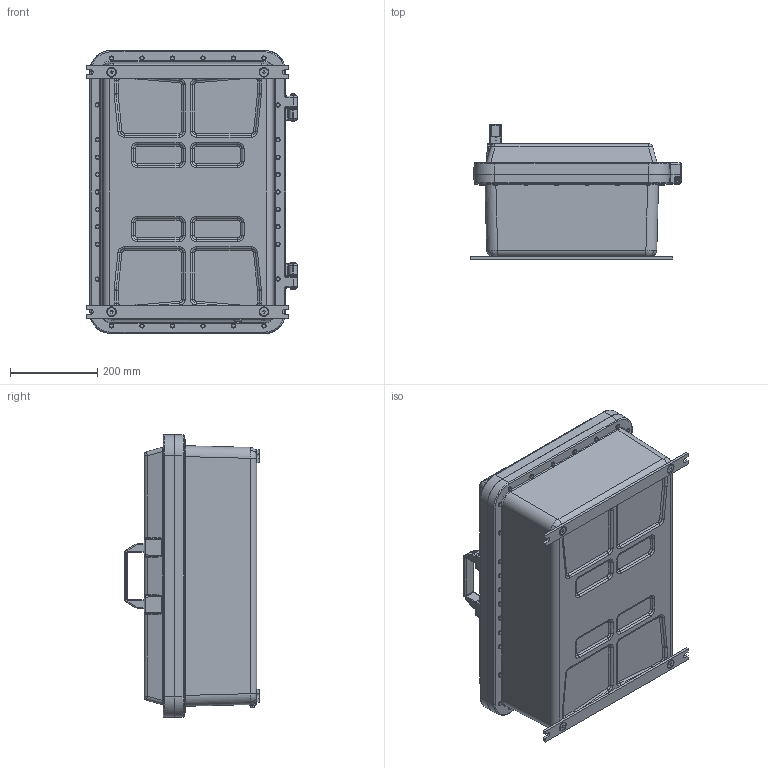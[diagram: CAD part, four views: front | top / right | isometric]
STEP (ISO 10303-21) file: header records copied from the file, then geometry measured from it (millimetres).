
FILE_DESCRIPTION((''),'2;1');
FILE_NAME('ЩОРВ654526-O2435.1.stp','2019-05-17T13:23:21',('L.A.Ronzhin'),(''),'Autodesk Inventor 2012','Autodesk Inventor 2012','');
FILE_SCHEMA(('CONFIG_CONTROL_DESIGN'));
Length unit declared in the file: millimetre
Products named in the file (1): ЩОРВ654526-O2435.1
Bounding box: 484.58 x 310.2 x 650 mm (x, y, z)
Volume: 59181059.7 mm3; surface area: 1201737.1 mm2
Topology: 1 solids, 1 shells, 2738 faces, 7060 edges, 4552 vertices
Faces by surface type: plane 1387, bspline 683, cylinder 436, torus 112, cone 91, revolution 15, sphere 14
Full cylindrical faces by diameter (mm): 4.8 x4, 7 x9, 7.4 x4, 7.9 x1, 8.4 x1, 10 x38, 11 x4, 13 x2, 13.5 x2, 14 x4, 16 x36, 17 x34, 19.22 x4
Entity records: 90477 total; most frequent: CARTESIAN_POINT 27364, ORIENTED_EDGE 13366, DIRECTION 10444, EDGE_CURVE 6683, VERTEX_POINT 4449, VECTOR 3895, LINE 3895, EDGE_LOOP 3286
